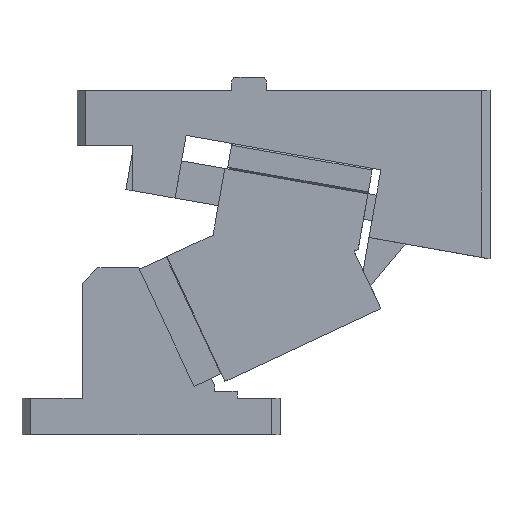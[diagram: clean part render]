
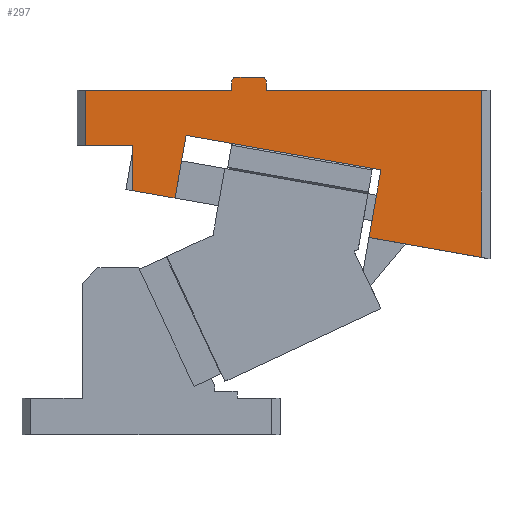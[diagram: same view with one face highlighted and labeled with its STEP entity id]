
A CAD part, front view. The second image highlights one B-rep face of the part: STEP entity #297.
In plain terms, the highlighted planar face has unit normal (0, -1, 0).
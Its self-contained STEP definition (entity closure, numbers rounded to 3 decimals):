
#113=CARTESIAN_POINT('Line Origine',(60.152,-25.,155.604)) ;
#117=CARTESIAN_POINT('Vertex',(63.365,-25.,173.823)) ;
#119=CARTESIAN_POINT('Vertex',(56.94,-25.,137.385)) ;
#171=CARTESIAN_POINT('Axis2P3D Location',(0.,-25.,0.)) ;
#176=CARTESIAN_POINT('Line Origine',(18.5,-25.,168.)) ;
#180=CARTESIAN_POINT('Vertex',(32.,-25.,168.)) ;
#182=CARTESIAN_POINT('Vertex',(5.,-25.,168.)) ;
#185=CARTESIAN_POINT('Line Origine',(32.,-25.,154.891)) ;
#189=CARTESIAN_POINT('Vertex',(32.,-25.,141.783)) ;
#192=CARTESIAN_POINT('Line Origine',(44.47,-25.,139.584)) ;
#197=CARTESIAN_POINT('Line Origine',(119.991,-25.,163.838)) ;
#201=CARTESIAN_POINT('Vertex',(176.618,-25.,153.853)) ;
#204=CARTESIAN_POINT('Line Origine',(173.145,-25.,134.157)) ;
#208=CARTESIAN_POINT('Vertex',(169.672,-25.,114.461)) ;
#211=CARTESIAN_POINT('Line Origine',(202.336,-25.,108.701)) ;
#215=CARTESIAN_POINT('Vertex',(235.,-25.,102.942)) ;
#218=CARTESIAN_POINT('Line Origine',(235.,-25.,151.471)) ;
#222=CARTESIAN_POINT('Vertex',(235.,-25.,200.)) ;
#225=CARTESIAN_POINT('Line Origine',(172.5,-25.,200.)) ;
#229=CARTESIAN_POINT('Vertex',(110.,-25.,200.)) ;
#232=CARTESIAN_POINT('Line Origine',(110.,-25.,202.75)) ;
#236=CARTESIAN_POINT('Vertex',(110.,-25.,205.5)) ;
#239=CARTESIAN_POINT('Line Origine',(109.423,-25.,206.5)) ;
#243=CARTESIAN_POINT('Vertex',(108.845,-25.,207.5)) ;
#246=CARTESIAN_POINT('Line Origine',(100.,-25.,207.5)) ;
#250=CARTESIAN_POINT('Vertex',(91.155,-25.,207.5)) ;
#253=CARTESIAN_POINT('Line Origine',(90.577,-25.,206.5)) ;
#257=CARTESIAN_POINT('Vertex',(90.,-25.,205.5)) ;
#260=CARTESIAN_POINT('Line Origine',(90.,-25.,202.75)) ;
#264=CARTESIAN_POINT('Vertex',(90.,-25.,200.)) ;
#267=CARTESIAN_POINT('Line Origine',(47.5,-25.,200.)) ;
#271=CARTESIAN_POINT('Vertex',(5.,-25.,200.)) ;
#274=CARTESIAN_POINT('Line Origine',(5.,-25.,184.)) ;
#114=DIRECTION('Vector Direction',(-0.174,0.,-0.985)) ;
#172=DIRECTION('Axis2P3D Direction',(0.,1.,0.)) ;
#173=DIRECTION('Axis2P3D XDirection',(0.,0.,1.)) ;
#177=DIRECTION('Vector Direction',(-1.,0.,0.)) ;
#186=DIRECTION('Vector Direction',(0.,0.,1.)) ;
#193=DIRECTION('Vector Direction',(-0.985,0.,0.174)) ;
#198=DIRECTION('Vector Direction',(-0.985,0.,0.174)) ;
#205=DIRECTION('Vector Direction',(0.174,0.,0.985)) ;
#212=DIRECTION('Vector Direction',(0.985,0.,-0.174)) ;
#219=DIRECTION('Vector Direction',(0.,0.,1.)) ;
#226=DIRECTION('Vector Direction',(1.,0.,0.)) ;
#233=DIRECTION('Vector Direction',(0.,0.,-1.)) ;
#240=DIRECTION('Vector Direction',(0.5,0.,-0.866)) ;
#247=DIRECTION('Vector Direction',(1.,0.,0.)) ;
#254=DIRECTION('Vector Direction',(0.5,0.,0.866)) ;
#261=DIRECTION('Vector Direction',(0.,0.,1.)) ;
#268=DIRECTION('Vector Direction',(1.,0.,0.)) ;
#275=DIRECTION('Vector Direction',(0.,0.,-1.)) ;
#174=AXIS2_PLACEMENT_3D('Plane Axis2P3D',#171,#172,#173) ;
#280=ORIENTED_EDGE('',*,*,#184,.F.) ;
#281=ORIENTED_EDGE('',*,*,#191,.F.) ;
#282=ORIENTED_EDGE('',*,*,#196,.F.) ;
#283=ORIENTED_EDGE('',*,*,#121,.F.) ;
#284=ORIENTED_EDGE('',*,*,#203,.F.) ;
#285=ORIENTED_EDGE('',*,*,#210,.F.) ;
#286=ORIENTED_EDGE('',*,*,#217,.T.) ;
#287=ORIENTED_EDGE('',*,*,#224,.T.) ;
#288=ORIENTED_EDGE('',*,*,#231,.F.) ;
#289=ORIENTED_EDGE('',*,*,#238,.F.) ;
#290=ORIENTED_EDGE('',*,*,#245,.F.) ;
#291=ORIENTED_EDGE('',*,*,#252,.F.) ;
#292=ORIENTED_EDGE('',*,*,#259,.F.) ;
#293=ORIENTED_EDGE('',*,*,#266,.F.) ;
#294=ORIENTED_EDGE('',*,*,#273,.F.) ;
#295=ORIENTED_EDGE('',*,*,#278,.T.) ;
#115=VECTOR('Line Direction',#114,1.) ;
#178=VECTOR('Line Direction',#177,1.) ;
#187=VECTOR('Line Direction',#186,1.) ;
#194=VECTOR('Line Direction',#193,1.) ;
#199=VECTOR('Line Direction',#198,1.) ;
#206=VECTOR('Line Direction',#205,1.) ;
#213=VECTOR('Line Direction',#212,1.) ;
#220=VECTOR('Line Direction',#219,1.) ;
#227=VECTOR('Line Direction',#226,1.) ;
#234=VECTOR('Line Direction',#233,1.) ;
#241=VECTOR('Line Direction',#240,1.) ;
#248=VECTOR('Line Direction',#247,1.) ;
#255=VECTOR('Line Direction',#254,1.) ;
#262=VECTOR('Line Direction',#261,1.) ;
#269=VECTOR('Line Direction',#268,1.) ;
#276=VECTOR('Line Direction',#275,1.) ;
#297=ADVANCED_FACE('CAM HOLDER',(#296),#175,.F.) ;
#121=EDGE_CURVE('',#118,#120,#116,.T.) ;
#184=EDGE_CURVE('',#181,#183,#179,.T.) ;
#191=EDGE_CURVE('',#190,#181,#188,.T.) ;
#196=EDGE_CURVE('',#120,#190,#195,.T.) ;
#203=EDGE_CURVE('',#202,#118,#200,.T.) ;
#210=EDGE_CURVE('',#209,#202,#207,.T.) ;
#217=EDGE_CURVE('',#209,#216,#214,.T.) ;
#224=EDGE_CURVE('',#216,#223,#221,.T.) ;
#231=EDGE_CURVE('',#230,#223,#228,.T.) ;
#238=EDGE_CURVE('',#237,#230,#235,.T.) ;
#245=EDGE_CURVE('',#244,#237,#242,.T.) ;
#252=EDGE_CURVE('',#251,#244,#249,.T.) ;
#259=EDGE_CURVE('',#258,#251,#256,.T.) ;
#266=EDGE_CURVE('',#265,#258,#263,.T.) ;
#273=EDGE_CURVE('',#272,#265,#270,.T.) ;
#278=EDGE_CURVE('',#272,#183,#277,.T.) ;
#279=EDGE_LOOP('',(#280,#281,#282,#283,#284,#285,#286,#287,#288,#289,#290,#291,#292,#293,#294,#295)) ;
#296=FACE_OUTER_BOUND('',#279,.T.) ;
#116=LINE('Line',#113,#115) ;
#179=LINE('Line',#176,#178) ;
#188=LINE('Line',#185,#187) ;
#195=LINE('Line',#192,#194) ;
#200=LINE('Line',#197,#199) ;
#207=LINE('Line',#204,#206) ;
#214=LINE('Line',#211,#213) ;
#221=LINE('Line',#218,#220) ;
#228=LINE('Line',#225,#227) ;
#235=LINE('Line',#232,#234) ;
#242=LINE('Line',#239,#241) ;
#249=LINE('Line',#246,#248) ;
#256=LINE('Line',#253,#255) ;
#263=LINE('Line',#260,#262) ;
#270=LINE('Line',#267,#269) ;
#277=LINE('Line',#274,#276) ;
#175=PLANE('Plane',#174) ;
#118=VERTEX_POINT('',#117) ;
#120=VERTEX_POINT('',#119) ;
#181=VERTEX_POINT('',#180) ;
#183=VERTEX_POINT('',#182) ;
#190=VERTEX_POINT('',#189) ;
#202=VERTEX_POINT('',#201) ;
#209=VERTEX_POINT('',#208) ;
#216=VERTEX_POINT('',#215) ;
#223=VERTEX_POINT('',#222) ;
#230=VERTEX_POINT('',#229) ;
#237=VERTEX_POINT('',#236) ;
#244=VERTEX_POINT('',#243) ;
#251=VERTEX_POINT('',#250) ;
#258=VERTEX_POINT('',#257) ;
#265=VERTEX_POINT('',#264) ;
#272=VERTEX_POINT('',#271) ;
